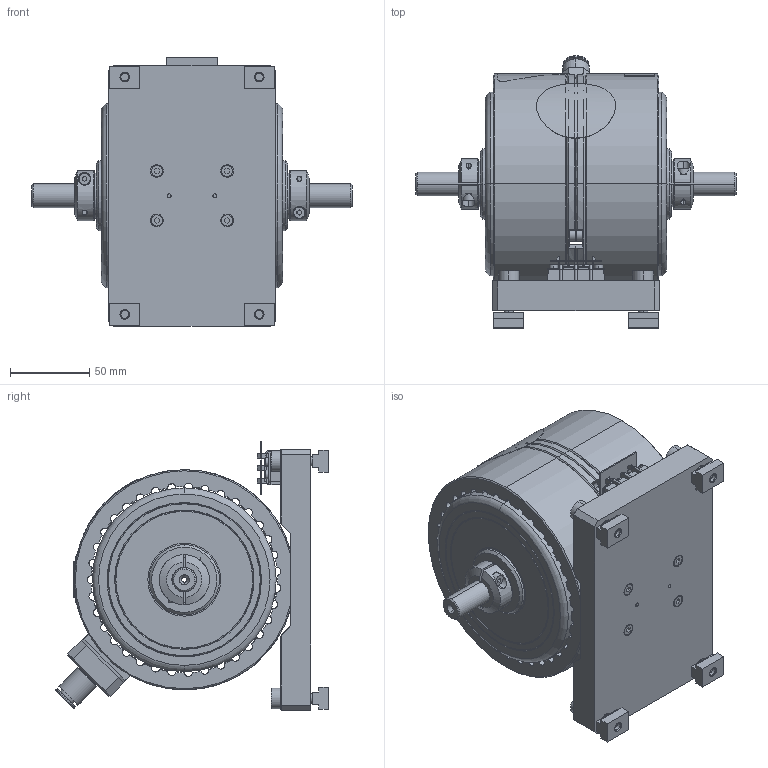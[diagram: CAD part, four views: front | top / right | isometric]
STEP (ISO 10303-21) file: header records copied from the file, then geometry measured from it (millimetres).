
FILE_DESCRIPTION (( 'STEP AP214' ), '1' );
FILE_NAME ('AHB-6_C_EF.STEP', '2016-09-08T15:57:28', ( 'magtrol' ), ( '' ), 'SwSTEP 2.0', 'SolidWorks 2015', '' );
FILE_SCHEMA (( 'AUTOMOTIVE_DESIGN' ));
Length unit declared in the file: inch
Products named in the file (1): AHB-6_C_EF
Bounding box: 202.44 x 172.27 x 169.74 mm (x, y, z)
Surface area: 192995.5 mm2 (no closed solid volume)
Topology: 0 solids, 83 shells, 889 faces, 3202 edges, 2376 vertices
Faces by surface type: plane 407, cylinder 320, cone 126, bspline 21, torus 15
Entity records: 48678 total; most frequent: CARTESIAN_POINT 10492, DIRECTION 5499, ORIENTED_EDGE 4837, EDGE_CURVE 3202, VERTEX_POINT 2376, AXIS2_PLACEMENT_3D 1975, VECTOR 1549, LINE 1549
